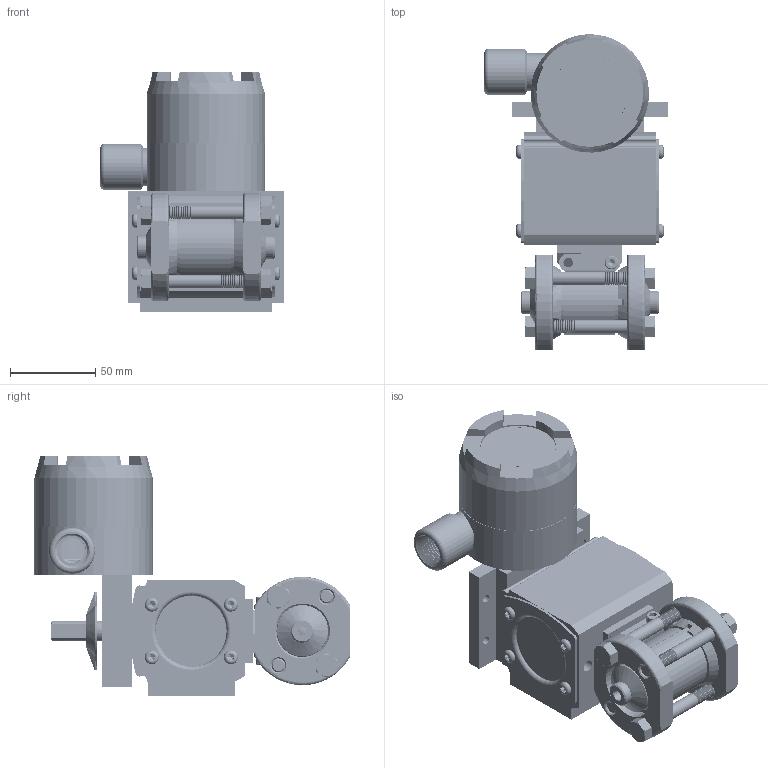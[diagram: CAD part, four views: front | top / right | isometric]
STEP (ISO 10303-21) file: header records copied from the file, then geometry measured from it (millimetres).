
FILE_DESCRIPTION (( 'STEP AP203' ), '1' );
FILE_NAME ('24XXTSWFA512DLS.step', '2018-09-04T19:13:29', ( '' ), ( '' ), 'SwSTEP 2.0', 'SolidWorks 2018', '' );
FILE_SCHEMA (( 'CONFIG_CONTROL_DESIGN' ));
Products named in the file (1): 24XXTSWFA512DLS
Bounding box: 107.71 x 184.85 x 140.21 mm (x, y, z)
Volume: 575761.6 mm3; surface area: 218432.7 mm2
Topology: 39 solids, 39 shells, 3634 faces, 9878 edges, 6352 vertices
Faces by surface type: cylinder 1712, cone 1112, plane 578, torus 123, bspline 107, sphere 2
Entity records: 158767 total; most frequent: CARTESIAN_POINT 70529, ORIENTED_EDGE 19484, DIRECTION 18142, EDGE_CURVE 9742, AXIS2_PLACEMENT_3D 7282, VERTEX_POINT 6348, EDGE_LOOP 3926, CIRCLE 3754
